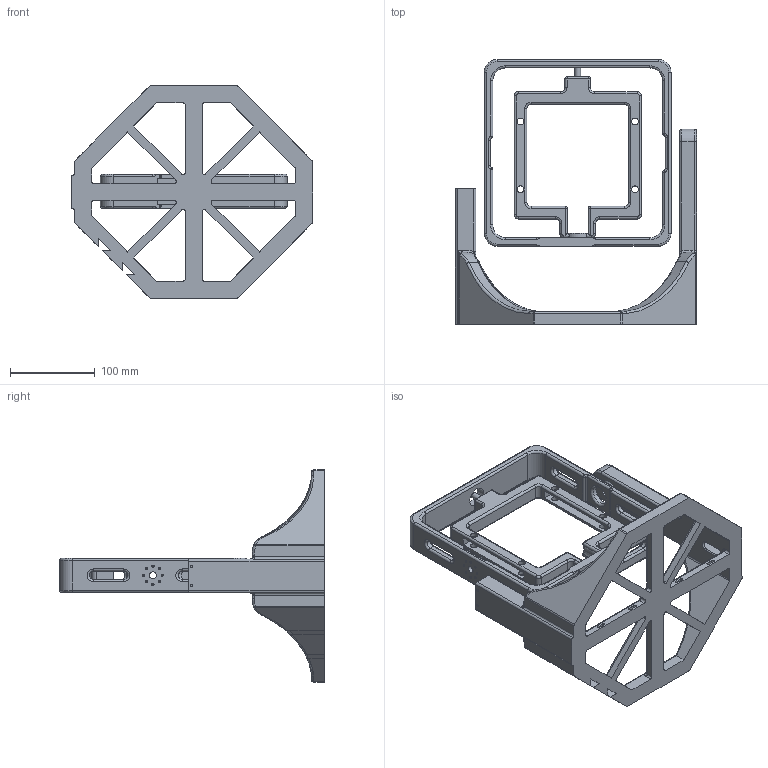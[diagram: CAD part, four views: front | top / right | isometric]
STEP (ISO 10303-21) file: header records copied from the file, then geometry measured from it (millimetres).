
FILE_DESCRIPTION(/* description */ ('','CAx-IF Rec.Pracs.---Representation and Presentation of Product Manufacturing Information (PMI)---4.0---2014-10-13'),/* implementation_level */ '2;1');
FILE_NAME(/* name */ 'dbfca7f3-7eeb-47af-b53b-e292a52101f0.step',/* time_stamp */ '2025-02-18T16:53:43Z',/* author */ (''),/* organization */ (''),/* preprocessor_version */ 'ST-DEVELOPER v20',/* originating_system */ 'Autodesk Translation Framework v13.20.0.188',/* authorisation */ '');
FILE_SCHEMA (('AP242_MANAGED_MODEL_BASED_3D_ENGINEERING_MIM_LF { 1 0 10303 442 1 1 4 }'));
Length unit declared in the file: millimetre
Products named in the file (7): 821b5998-bee9-4b40-b201-3d26989facda.f3d; Stand V4 v18; Outer Ring v5; Outer Ring; Outer (1); Inner Slot v4; Ring
Assembly tree (6 placements, depth 4):
  821b5998-bee9-4b40-b201-3d26989facda.f3d
    Stand V4 v18
    Outer Ring v5
      Outer Ring
        Outer (1)
    Inner Slot v4
      Ring
Bounding box: 284 x 312.1 x 250 mm (x, y, z)
Volume: 1319281.5 mm3; surface area: 289069.7 mm2
Topology: 3 solids, 3 shells, 633 faces, 1573 edges, 931 vertices
Faces by surface type: cylinder 295, plane 139, torus 136, bspline 39, sphere 24
Full cylindrical faces by diameter (mm): 2.6 x24, 7 x1, 7.5 x1, 8 x9, 10.1 x1, 22.5 x1, 23 x1, 25 x1, 28.3 x1, 30 x1
Entity records: 20217 total; most frequent: CARTESIAN_POINT 4522, DIRECTION 3513, ORIENTED_EDGE 3132, EDGE_CURVE 1566, AXIS2_PLACEMENT_3D 1415, VERTEX_POINT 931, CIRCLE 777, EDGE_LOOP 747
